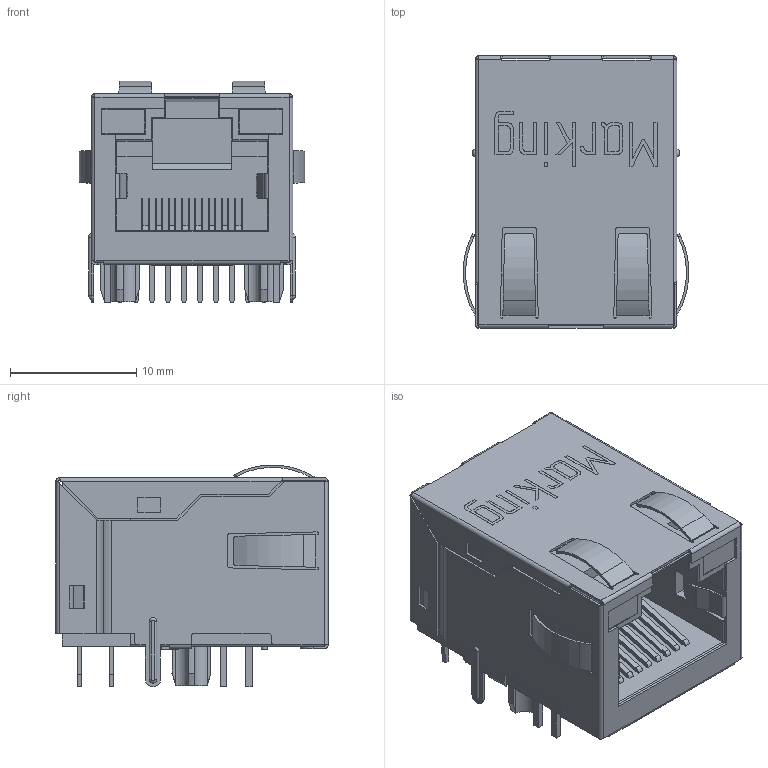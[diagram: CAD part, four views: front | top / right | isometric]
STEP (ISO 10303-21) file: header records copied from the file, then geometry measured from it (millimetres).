
FILE_DESCRIPTION(('FreeCAD Model'),'2;1');
FILE_NAME('Open CASCADE Shape Model','2023-10-05T15:10:38',( 'kicad StepUp'),('ksu MCAD'),'Open CASCADE STEP processor 7.6', 'FreeCAD','Unknown');
FILE_SCHEMA(('AUTOMOTIVE_DESIGN { 1 0 10303 214 1 1 1 1 }'));
Length unit declared in the file: millimetre
Products named in the file (1): 7499111447001
Bounding box: 17.91 x 21.6 x 17.61 mm (x, y, z)
Volume: 3356.7 mm3; surface area: 5153.1 mm2
Topology: 2 solids, 2 shells, 799 faces, 2162 edges, 1392 vertices
Faces by surface type: plane 551, cylinder 204, bspline 24, cone 8, revolution 4, torus 4, sphere 4
Entity records: 31083 total; most frequent: CARTESIAN_POINT 5448, ORIENTED_EDGE 4316, DIRECTION 3902, EDGE_CURVE 2158, LINE 1550, VECTOR 1550, VERTEX_POINT 1392, AXIS2_PLACEMENT_3D 1174
